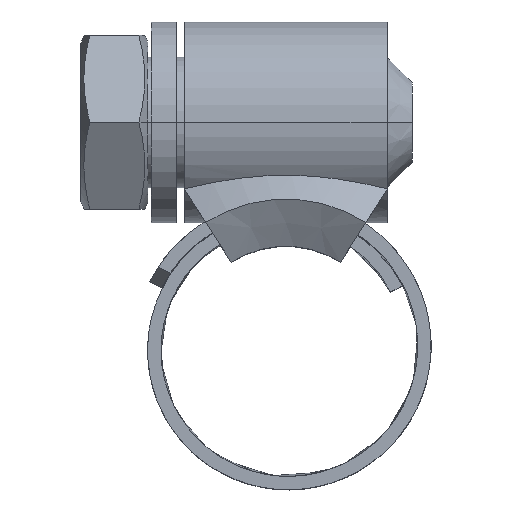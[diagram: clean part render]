
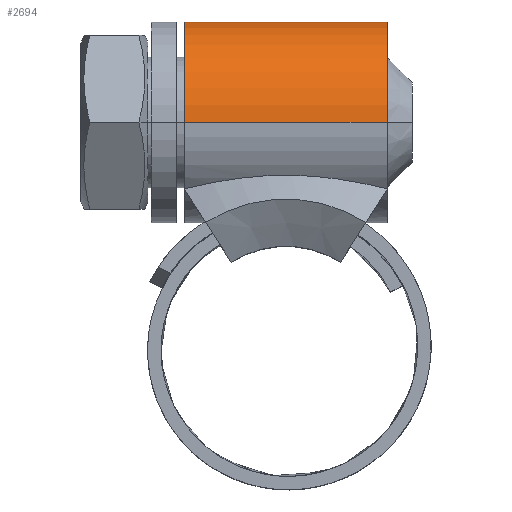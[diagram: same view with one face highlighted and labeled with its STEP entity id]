
A CAD part, top view. The second image highlights one B-rep face of the part: STEP entity #2694.
In plain terms, the highlighted cylindrical face has radius 6 mm (diameter 12 mm), a partial arc.
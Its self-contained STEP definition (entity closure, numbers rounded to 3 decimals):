
#71 = AXIS2_PLACEMENT_3D ( 'NONE', #1473, #1442, #1169 ) ;
#374 = EDGE_CURVE ( 'NONE', #1915, #2249, #2453, .T. ) ;
#568 = ORIENTED_EDGE ( 'NONE', *, *, #374, .F. ) ;
#582 = CARTESIAN_POINT ( 'NONE',  ( 6.055, 13.5, -6. ) ) ;
#650 = EDGE_CURVE ( 'NONE', #3141, #1915, #3272, .T. ) ;
#676 = DIRECTION ( 'NONE',  ( 0., 0., -1. ) ) ;
#714 = DIRECTION ( 'NONE',  ( 1., 0., 0. ) ) ;
#841 = AXIS2_PLACEMENT_3D ( 'NONE', #2594, #2044, #2304 ) ;
#895 = VECTOR ( 'NONE', #1208, 1000. ) ;
#962 = CARTESIAN_POINT ( 'NONE',  ( -23.026, 13.5, 6. ) ) ;
#970 = CARTESIAN_POINT ( 'NONE',  ( 6.055, 13.5, 6. ) ) ;
#1045 = CARTESIAN_POINT ( 'NONE',  ( -6.055, 13.5, -6. ) ) ;
#1169 = DIRECTION ( 'NONE',  ( 0., 0., -1. ) ) ;
#1175 = FACE_OUTER_BOUND ( 'NONE', #3057, .T. ) ;
#1208 = DIRECTION ( 'NONE',  ( 1., 0., 0. ) ) ;
#1442 = DIRECTION ( 'NONE',  ( -1., 0., 0. ) ) ;
#1447 = VERTEX_POINT ( 'NONE', #3143 ) ;
#1449 = CARTESIAN_POINT ( 'NONE',  ( -23.026, 13.5, 0. ) ) ;
#1473 = CARTESIAN_POINT ( 'NONE',  ( -6.055, 13.5, 0. ) ) ;
#1565 = EDGE_CURVE ( 'NONE', #1447, #3141, #3001, .T. ) ;
#1915 = VERTEX_POINT ( 'NONE', #582 ) ;
#2044 = DIRECTION ( 'NONE',  ( 1., 0., 0. ) ) ;
#2212 = CYLINDRICAL_SURFACE ( 'NONE', #2736, 6. ) ;
#2249 = VERTEX_POINT ( 'NONE', #970 ) ;
#2268 = ORIENTED_EDGE ( 'NONE', *, *, #650, .F. ) ;
#2304 = DIRECTION ( 'NONE',  ( 0., 0., -1. ) ) ;
#2453 = CIRCLE ( 'NONE', #841, 6. ) ;
#2594 = CARTESIAN_POINT ( 'NONE',  ( 6.055, 13.5, 0. ) ) ;
#2694 = ADVANCED_FACE ( 'NONE', ( #1175 ), #2212, .T. ) ;
#2736 = AXIS2_PLACEMENT_3D ( 'NONE', #1449, #2957, #676 ) ;
#2784 = ORIENTED_EDGE ( 'NONE', *, *, #1565, .F. ) ;
#2957 = DIRECTION ( 'NONE',  ( 1., 0., 0. ) ) ;
#2990 = CARTESIAN_POINT ( 'NONE',  ( -23.026, 13.5, -6. ) ) ;
#2997 = VECTOR ( 'NONE', #714, 1000. ) ;
#3001 = CIRCLE ( 'NONE', #71, 6. ) ;
#3057 = EDGE_LOOP ( 'NONE', ( #2784, #3179, #568, #2268 ) ) ;
#3119 = EDGE_CURVE ( 'NONE', #1447, #2249, #3270, .T. ) ;
#3141 = VERTEX_POINT ( 'NONE', #1045 ) ;
#3143 = CARTESIAN_POINT ( 'NONE',  ( -6.055, 13.5, 6. ) ) ;
#3179 = ORIENTED_EDGE ( 'NONE', *, *, #3119, .T. ) ;
#3270 = LINE ( 'NONE', #962, #2997 ) ;
#3272 = LINE ( 'NONE', #2990, #895 ) ;
